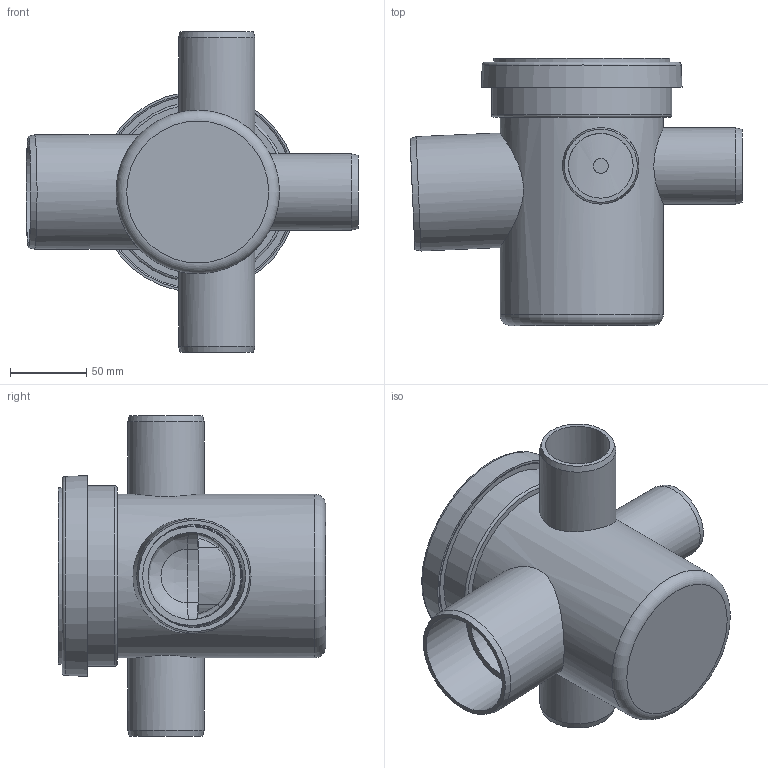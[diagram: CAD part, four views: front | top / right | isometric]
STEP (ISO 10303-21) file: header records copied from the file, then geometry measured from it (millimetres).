
FILE_DESCRIPTION(/* description */ (''),/* implementation_level */ '2;1');
FILE_NAME(/* name */ '179970 FloorTrap.stp',/* time_stamp */ '2023-07-03T14:40:32+02:00',/* author */ ('LWM'),/* organization */ (''),/* preprocessor_version */ 'ST-DEVELOPER v18.1',/* originating_system */ 'Autodesk Inventor 2021',/* authorisation */ '');
FILE_SCHEMA (('AUTOMOTIVE_DESIGN { 1 0 10303 214 3 1 1 }'));
Length unit declared in the file: millimetre
Products named in the file (4): 339970 FloorTrap .idw; 179970 FloorTrap; 339970 FloorTrap Klickring ; Floor Trap Einsatz
Assembly tree (3 placements, depth 2):
  339970 FloorTrap .idw
    179970 FloorTrap
    339970 FloorTrap Klickring 
    Floor Trap Einsatz
Bounding box: 217.45 x 175 x 210 mm (x, y, z)
Volume: 516795.5 mm3; surface area: 277128.8 mm2
Topology: 5 solids, 5 shells, 179 faces, 460 edges, 313 vertices
Faces by surface type: cylinder 64, torus 46, plane 41, bspline 15, cone 11, sphere 2
Full cylindrical faces by diameter (mm): 9.8 x3, 42.4 x3, 50 x3, 57 x1, 61 x3, 65 x2, 65.798 x1, 65.8 x2, 67 x2, 67.5 x2, 75 x1, 98 x1, 107 x1, 110.5 x1, 110.9 x1, 115.5 x1, 118 x1, 123.5 x1, 125.6 x1, 126.5 x1
Entity records: 7027 total; most frequent: CARTESIAN_POINT 2335, DIRECTION 1043, ORIENTED_EDGE 922, AXIS2_PLACEMENT_3D 475, EDGE_CURVE 461, VERTEX_POINT 315, CIRCLE 304, EDGE_LOOP 210
